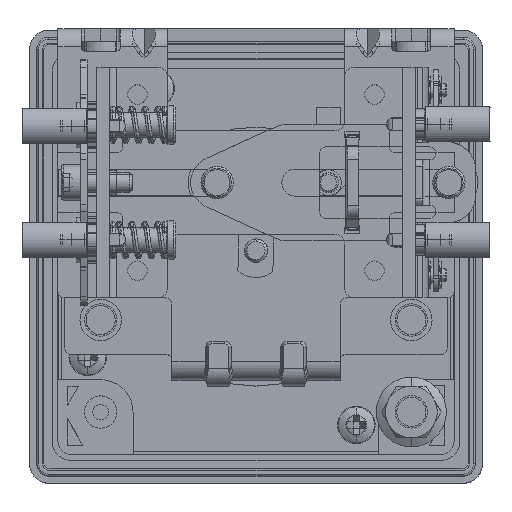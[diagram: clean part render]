
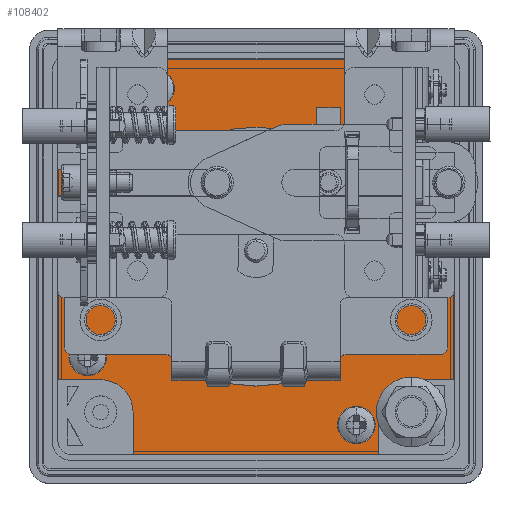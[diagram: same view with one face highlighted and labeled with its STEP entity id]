
A CAD part, top view. The second image highlights one B-rep face of the part: STEP entity #108402.
In plain terms, the highlighted face is planar.
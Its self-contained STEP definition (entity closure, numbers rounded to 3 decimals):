
#102071=CARTESIAN_POINT('',(-24.,-24.,0.5));
#102072=DIRECTION('',(0.,0.,-1.));
#102073=DIRECTION('',(0.,1.,0.));
#102074=AXIS2_PLACEMENT_3D('',#102071,#102072,#102073);
#102076=CARTESIAN_POINT('',(24.,-24.,0.5));
#102077=DIRECTION('',(0.,0.,-1.));
#102078=DIRECTION('',(-1.,0.,0.));
#102079=AXIS2_PLACEMENT_3D('',#102076,#102077,#102078);
#102081=CARTESIAN_POINT('',(24.,24.,0.5));
#102082=DIRECTION('',(0.,0.,-1.));
#102083=DIRECTION('',(0.,-1.,0.));
#102084=AXIS2_PLACEMENT_3D('',#102081,#102082,#102083);
#102086=CARTESIAN_POINT('',(-24.,24.,0.5));
#102087=DIRECTION('',(0.,0.,-1.));
#102088=DIRECTION('',(1.,0.,0.));
#102089=AXIS2_PLACEMENT_3D('',#102086,#102087,#102088);
#102091=CARTESIAN_POINT('',(0.,0.,0.5));
#102092=DIRECTION('',(0.,0.,-1.));
#102093=DIRECTION('',(0.,1.,0.));
#102094=AXIS2_PLACEMENT_3D('',#102091,#102092,#102093);
#102096=CARTESIAN_POINT('',(0.,0.,0.5));
#102097=DIRECTION('',(0.,0.,-1.));
#102098=DIRECTION('',(1.,0.,0.));
#102099=AXIS2_PLACEMENT_3D('',#102096,#102097,#102098);
#102101=CARTESIAN_POINT('',(0.,0.,0.5));
#102102=DIRECTION('',(0.,0.,-1.));
#102103=DIRECTION('',(0.,-1.,0.));
#102104=AXIS2_PLACEMENT_3D('',#102101,#102102,#102103);
#102106=CARTESIAN_POINT('',(0.,0.,0.5));
#102107=DIRECTION('',(0.,0.,-1.));
#102108=DIRECTION('',(-1.,0.,0.));
#102109=AXIS2_PLACEMENT_3D('',#102106,#102107,#102108);
#102111=CARTESIAN_POINT('',(-26.,15.5,0.5));
#102112=DIRECTION('',(0.,0.,-1.));
#102113=DIRECTION('',(0.,-1.,0.));
#102114=AXIS2_PLACEMENT_3D('',#102111,#102112,#102113);
#102116=CARTESIAN_POINT('',(-26.,15.5,0.5));
#102117=DIRECTION('',(0.,0.,-1.));
#102118=DIRECTION('',(0.,1.,0.));
#102119=AXIS2_PLACEMENT_3D('',#102116,#102117,#102118);
#102121=CARTESIAN_POINT('',(-15.5,-26.,0.5));
#102122=DIRECTION('',(0.,0.,-1.));
#102123=DIRECTION('',(0.,-1.,0.));
#102124=AXIS2_PLACEMENT_3D('',#102121,#102122,#102123);
#102126=CARTESIAN_POINT('',(-15.5,-26.,0.5));
#102127=DIRECTION('',(0.,0.,-1.));
#102128=DIRECTION('',(0.,1.,0.));
#102129=AXIS2_PLACEMENT_3D('',#102126,#102127,#102128);
#102131=CARTESIAN_POINT('',(15.5,26.,0.5));
#102132=DIRECTION('',(0.,0.,-1.));
#102133=DIRECTION('',(0.,-1.,0.));
#102134=AXIS2_PLACEMENT_3D('',#102131,#102132,#102133);
#102136=CARTESIAN_POINT('',(15.5,26.,0.5));
#102137=DIRECTION('',(0.,0.,-1.));
#102138=DIRECTION('',(0.,1.,0.));
#102139=AXIS2_PLACEMENT_3D('',#102136,#102137,#102138);
#102141=CARTESIAN_POINT('',(26.,-15.5,0.5));
#102142=DIRECTION('',(0.,0.,-1.));
#102143=DIRECTION('',(0.,-1.,0.));
#102144=AXIS2_PLACEMENT_3D('',#102141,#102142,#102143);
#102146=CARTESIAN_POINT('',(26.,-15.5,0.5));
#102147=DIRECTION('',(0.,0.,-1.));
#102148=DIRECTION('',(0.,1.,0.));
#102149=AXIS2_PLACEMENT_3D('',#102146,#102147,#102148);
#102155=DIRECTION('',(1.,0.,0.));
#102156=VECTOR('',#102155,6.5);
#102157=CARTESIAN_POINT('',(-30.5,19.,0.5));
#102158=LINE('',#102157,#102156);
#102163=DIRECTION('',(0.,1.,0.));
#102164=VECTOR('',#102163,38.);
#102165=CARTESIAN_POINT('',(-30.5,-19.,0.5));
#102166=LINE('',#102165,#102164);
#102167=DIRECTION('',(-1.,0.,0.));
#102168=VECTOR('',#102167,6.5);
#102169=CARTESIAN_POINT('',(-24.,-19.,0.5));
#102170=LINE('',#102169,#102168);
#102183=DIRECTION('',(0.,1.,0.));
#102184=VECTOR('',#102183,6.5);
#102185=CARTESIAN_POINT('',(-19.,-30.5,0.5));
#102186=LINE('',#102185,#102184);
#102191=DIRECTION('',(-1.,0.,0.));
#102192=VECTOR('',#102191,38.);
#102193=CARTESIAN_POINT('',(19.,-30.5,0.5));
#102194=LINE('',#102193,#102192);
#102195=DIRECTION('',(0.,-1.,0.));
#102196=VECTOR('',#102195,6.5);
#102197=CARTESIAN_POINT('',(19.,-24.,0.5));
#102198=LINE('',#102197,#102196);
#102211=DIRECTION('',(-1.,0.,0.));
#102212=VECTOR('',#102211,6.5);
#102213=CARTESIAN_POINT('',(30.5,-19.,0.5));
#102214=LINE('',#102213,#102212);
#102219=DIRECTION('',(0.,-1.,0.));
#102220=VECTOR('',#102219,38.);
#102221=CARTESIAN_POINT('',(30.5,19.,0.5));
#102222=LINE('',#102221,#102220);
#102223=DIRECTION('',(1.,0.,0.));
#102224=VECTOR('',#102223,6.5);
#102225=CARTESIAN_POINT('',(24.,19.,0.5));
#102226=LINE('',#102225,#102224);
#102239=DIRECTION('',(0.,-1.,0.));
#102240=VECTOR('',#102239,6.5);
#102241=CARTESIAN_POINT('',(19.,30.5,0.5));
#102242=LINE('',#102241,#102240);
#102247=DIRECTION('',(1.,0.,0.));
#102248=VECTOR('',#102247,38.);
#102249=CARTESIAN_POINT('',(-19.,30.5,0.5));
#102250=LINE('',#102249,#102248);
#102251=DIRECTION('',(0.,1.,0.));
#102252=VECTOR('',#102251,6.5);
#102253=CARTESIAN_POINT('',(-19.,24.,0.5));
#102254=LINE('',#102253,#102252);
#103941=CARTESIAN_POINT('',(0.,-20.,0.5));
#103942=VERTEX_POINT('',#103941);
#103943=CARTESIAN_POINT('',(20.,0.,0.5));
#103944=VERTEX_POINT('',#103943);
#103945=CARTESIAN_POINT('',(0.,20.,0.5));
#103946=VERTEX_POINT('',#103945);
#103951=CARTESIAN_POINT('',(-20.,0.,0.5));
#103952=VERTEX_POINT('',#103951);
#103953=CARTESIAN_POINT('',(-30.5,19.,0.5));
#103954=CARTESIAN_POINT('',(-24.,19.,0.5));
#103955=VERTEX_POINT('',#103953);
#103956=VERTEX_POINT('',#103954);
#103957=CARTESIAN_POINT('',(-30.5,-19.,0.5));
#103958=VERTEX_POINT('',#103957);
#103959=CARTESIAN_POINT('',(-24.,-19.,0.5));
#103960=VERTEX_POINT('',#103959);
#103961=CARTESIAN_POINT('',(-19.,-24.,0.5));
#103962=VERTEX_POINT('',#103961);
#103963=CARTESIAN_POINT('',(-19.,-30.5,0.5));
#103964=VERTEX_POINT('',#103963);
#103965=CARTESIAN_POINT('',(19.,-30.5,0.5));
#103966=VERTEX_POINT('',#103965);
#103967=CARTESIAN_POINT('',(19.,-24.,0.5));
#103968=VERTEX_POINT('',#103967);
#103969=CARTESIAN_POINT('',(24.,-19.,0.5));
#103970=VERTEX_POINT('',#103969);
#103971=CARTESIAN_POINT('',(30.5,-19.,0.5));
#103972=VERTEX_POINT('',#103971);
#103973=CARTESIAN_POINT('',(30.5,19.,0.5));
#103974=VERTEX_POINT('',#103973);
#103975=CARTESIAN_POINT('',(24.,19.,0.5));
#103976=VERTEX_POINT('',#103975);
#103977=CARTESIAN_POINT('',(19.,24.,0.5));
#103978=VERTEX_POINT('',#103977);
#103979=CARTESIAN_POINT('',(19.,30.5,0.5));
#103980=VERTEX_POINT('',#103979);
#103981=CARTESIAN_POINT('',(-19.,30.5,0.5));
#103982=VERTEX_POINT('',#103981);
#103983=CARTESIAN_POINT('',(-19.,24.,0.5));
#103984=VERTEX_POINT('',#103983);
#103985=CARTESIAN_POINT('',(-26.,12.6,0.5));
#103986=CARTESIAN_POINT('',(-26.,18.4,0.5));
#103987=VERTEX_POINT('',#103985);
#103988=VERTEX_POINT('',#103986);
#103989=CARTESIAN_POINT('',(-15.5,-28.9,0.5));
#103990=CARTESIAN_POINT('',(-15.5,-23.1,0.5));
#103991=VERTEX_POINT('',#103989);
#103992=VERTEX_POINT('',#103990);
#103993=CARTESIAN_POINT('',(15.5,23.1,0.5));
#103994=CARTESIAN_POINT('',(15.5,28.9,0.5));
#103995=VERTEX_POINT('',#103993);
#103996=VERTEX_POINT('',#103994);
#103997=CARTESIAN_POINT('',(26.,-18.4,0.5));
#103998=CARTESIAN_POINT('',(26.,-12.6,0.5));
#103999=VERTEX_POINT('',#103997);
#104000=VERTEX_POINT('',#103998);
#108333=CARTESIAN_POINT('',(0.,0.,0.5));
#108334=DIRECTION('',(0.,0.,-1.));
#108335=DIRECTION('',(0.,-1.,0.));
#108336=AXIS2_PLACEMENT_3D('',#108333,#108334,#108335);
#108337=PLANE('',#108336);
#108339=ORIENTED_EDGE('',*,*,#108338,.F.);
#108341=ORIENTED_EDGE('',*,*,#108340,.F.);
#108343=ORIENTED_EDGE('',*,*,#108342,.F.);
#108345=ORIENTED_EDGE('',*,*,#108344,.T.);
#108347=ORIENTED_EDGE('',*,*,#108346,.F.);
#108349=ORIENTED_EDGE('',*,*,#108348,.F.);
#108351=ORIENTED_EDGE('',*,*,#108350,.F.);
#108353=ORIENTED_EDGE('',*,*,#108352,.T.);
#108355=ORIENTED_EDGE('',*,*,#108354,.F.);
#108357=ORIENTED_EDGE('',*,*,#108356,.F.);
#108359=ORIENTED_EDGE('',*,*,#108358,.F.);
#108361=ORIENTED_EDGE('',*,*,#108360,.T.);
#108363=ORIENTED_EDGE('',*,*,#108362,.F.);
#108365=ORIENTED_EDGE('',*,*,#108364,.F.);
#108367=ORIENTED_EDGE('',*,*,#108366,.F.);
#108369=ORIENTED_EDGE('',*,*,#108368,.T.);
#108370=EDGE_LOOP('',(#108339,#108341,#108343,#108345,#108347,#108349,#108351,
#108353,#108355,#108357,#108359,#108361,#108363,#108365,#108367,#108369));
#108371=FACE_OUTER_BOUND('',#108370,.F.);
#108372=ORIENTED_EDGE('',*,*,#108288,.T.);
#108373=ORIENTED_EDGE('',*,*,#108286,.T.);
#108374=ORIENTED_EDGE('',*,*,#108317,.T.);
#108375=ORIENTED_EDGE('',*,*,#108315,.T.);
#108376=EDGE_LOOP('',(#108372,#108373,#108374,#108375));
#108377=FACE_BOUND('',#108376,.F.);
#108379=ORIENTED_EDGE('',*,*,#108378,.T.);
#108381=ORIENTED_EDGE('',*,*,#108380,.T.);
#108382=EDGE_LOOP('',(#108379,#108381));
#108383=FACE_BOUND('',#108382,.F.);
#108385=ORIENTED_EDGE('',*,*,#108384,.T.);
#108387=ORIENTED_EDGE('',*,*,#108386,.T.);
#108388=EDGE_LOOP('',(#108385,#108387));
#108389=FACE_BOUND('',#108388,.F.);
#108391=ORIENTED_EDGE('',*,*,#108390,.T.);
#108393=ORIENTED_EDGE('',*,*,#108392,.T.);
#108394=EDGE_LOOP('',(#108391,#108393));
#108395=FACE_BOUND('',#108394,.F.);
#108397=ORIENTED_EDGE('',*,*,#108396,.T.);
#108399=ORIENTED_EDGE('',*,*,#108398,.T.);
#108400=EDGE_LOOP('',(#108397,#108399));
#108401=FACE_BOUND('',#108400,.F.);
#108402=ADVANCED_FACE('',(#108371,#108377,#108383,#108389,#108395,#108401),
#108337,.T.);
#102075=CIRCLE('',#102074,5.);
#102080=CIRCLE('',#102079,5.);
#102085=CIRCLE('',#102084,5.);
#102090=CIRCLE('',#102089,5.);
#102095=CIRCLE('',#102094,20.);
#102100=CIRCLE('',#102099,20.);
#102105=CIRCLE('',#102104,20.);
#102110=CIRCLE('',#102109,20.);
#102115=CIRCLE('',#102114,2.9);
#102120=CIRCLE('',#102119,2.9);
#102125=CIRCLE('',#102124,2.9);
#102130=CIRCLE('',#102129,2.9);
#102135=CIRCLE('',#102134,2.9);
#102140=CIRCLE('',#102139,2.9);
#102145=CIRCLE('',#102144,2.9);
#102150=CIRCLE('',#102149,2.9);
#108286=EDGE_CURVE('',#103944,#103942,#102100,.T.);
#108288=EDGE_CURVE('',#103946,#103944,#102095,.T.);
#108315=EDGE_CURVE('',#103952,#103946,#102110,.T.);
#108317=EDGE_CURVE('',#103942,#103952,#102105,.T.);
#108338=EDGE_CURVE('',#103955,#103956,#102158,.T.);
#108340=EDGE_CURVE('',#103958,#103955,#102166,.T.);
#108342=EDGE_CURVE('',#103960,#103958,#102170,.T.);
#108344=EDGE_CURVE('',#103960,#103962,#102075,.T.);
#108346=EDGE_CURVE('',#103964,#103962,#102186,.T.);
#108348=EDGE_CURVE('',#103966,#103964,#102194,.T.);
#108350=EDGE_CURVE('',#103968,#103966,#102198,.T.);
#108352=EDGE_CURVE('',#103968,#103970,#102080,.T.);
#108354=EDGE_CURVE('',#103972,#103970,#102214,.T.);
#108356=EDGE_CURVE('',#103974,#103972,#102222,.T.);
#108358=EDGE_CURVE('',#103976,#103974,#102226,.T.);
#108360=EDGE_CURVE('',#103976,#103978,#102085,.T.);
#108362=EDGE_CURVE('',#103980,#103978,#102242,.T.);
#108364=EDGE_CURVE('',#103982,#103980,#102250,.T.);
#108366=EDGE_CURVE('',#103984,#103982,#102254,.T.);
#108368=EDGE_CURVE('',#103984,#103956,#102090,.T.);
#108378=EDGE_CURVE('',#103987,#103988,#102115,.T.);
#108380=EDGE_CURVE('',#103988,#103987,#102120,.T.);
#108384=EDGE_CURVE('',#103991,#103992,#102125,.T.);
#108386=EDGE_CURVE('',#103992,#103991,#102130,.T.);
#108390=EDGE_CURVE('',#103995,#103996,#102135,.T.);
#108392=EDGE_CURVE('',#103996,#103995,#102140,.T.);
#108396=EDGE_CURVE('',#103999,#104000,#102145,.T.);
#108398=EDGE_CURVE('',#104000,#103999,#102150,.T.);
